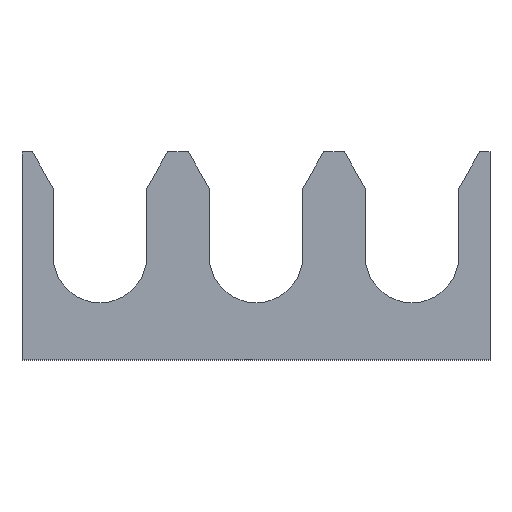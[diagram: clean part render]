
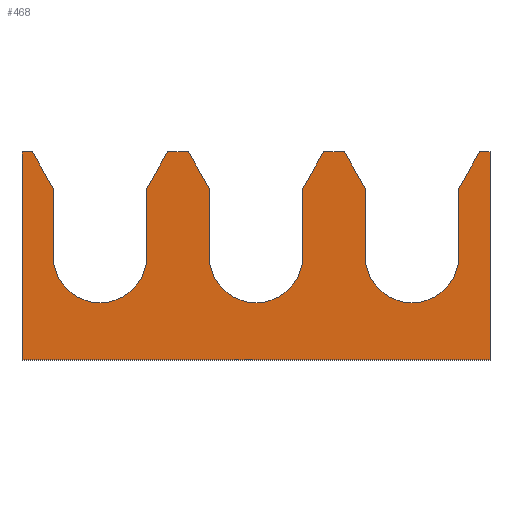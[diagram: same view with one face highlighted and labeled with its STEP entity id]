
A CAD part, top view. The second image highlights one B-rep face of the part: STEP entity #468.
In plain terms, the highlighted planar face has unit normal (0, 0, 1).
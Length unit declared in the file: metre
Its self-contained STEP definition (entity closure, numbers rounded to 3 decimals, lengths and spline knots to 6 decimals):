
#25=PLANE('',#511);
#37=LINE('',#656,#97);
#38=LINE('',#658,#98);
#44=LINE('',#671,#104);
#47=LINE('',#677,#107);
#50=LINE('',#683,#110);
#53=LINE('',#689,#113);
#54=LINE('',#691,#114);
#61=LINE('',#710,#121);
#64=LINE('',#717,#124);
#66=LINE('',#721,#126);
#73=LINE('',#740,#133);
#76=LINE('',#747,#136);
#78=LINE('',#751,#138);
#81=LINE('',#757,#141);
#82=LINE('',#758,#142);
#83=LINE('',#759,#143);
#84=LINE('',#760,#144);
#85=LINE('',#761,#145);
#86=LINE('',#762,#146);
#97=VECTOR('',#533,1.);
#98=VECTOR('',#536,1.);
#104=VECTOR('',#544,1.);
#107=VECTOR('',#549,1.);
#110=VECTOR('',#554,1.);
#113=VECTOR('',#559,1.);
#114=VECTOR('',#562,1.);
#121=VECTOR('',#577,1.);
#124=VECTOR('',#582,1.);
#126=VECTOR('',#586,1.);
#133=VECTOR('',#601,1.);
#136=VECTOR('',#606,1.);
#138=VECTOR('',#610,1.);
#141=VECTOR('',#615,1.);
#142=VECTOR('',#616,1.);
#143=VECTOR('',#617,1.);
#144=VECTOR('',#618,1.);
#145=VECTOR('',#619,1.);
#146=VECTOR('',#620,1.);
#217=ORIENTED_EDGE('',*,*,#307,.T.);
#218=ORIENTED_EDGE('',*,*,#339,.T.);
#219=ORIENTED_EDGE('',*,*,#308,.F.);
#220=ORIENTED_EDGE('',*,*,#314,.T.);
#221=ORIENTED_EDGE('',*,*,#317,.T.);
#222=ORIENTED_EDGE('',*,*,#340,.T.);
#223=ORIENTED_EDGE('',*,*,#320,.T.);
#224=ORIENTED_EDGE('',*,*,#341,.T.);
#225=ORIENTED_EDGE('',*,*,#322,.F.);
#226=ORIENTED_EDGE('',*,*,#328,.F.);
#227=ORIENTED_EDGE('',*,*,#331,.T.);
#228=ORIENTED_EDGE('',*,*,#342,.T.);
#229=ORIENTED_EDGE('',*,*,#334,.T.);
#230=ORIENTED_EDGE('',*,*,#343,.T.);
#231=ORIENTED_EDGE('',*,*,#336,.F.);
#232=ORIENTED_EDGE('',*,*,#287,.F.);
#233=ORIENTED_EDGE('',*,*,#291,.T.);
#234=ORIENTED_EDGE('',*,*,#344,.T.);
#235=ORIENTED_EDGE('',*,*,#292,.T.);
#236=ORIENTED_EDGE('',*,*,#298,.F.);
#237=ORIENTED_EDGE('',*,*,#301,.F.);
#238=ORIENTED_EDGE('',*,*,#304,.T.);
#287=EDGE_CURVE('',#353,#354,#396,.T.);
#291=EDGE_CURVE('',#353,#356,#37,.T.);
#292=EDGE_CURVE('',#357,#358,#38,.T.);
#298=EDGE_CURVE('',#362,#358,#44,.T.);
#301=EDGE_CURVE('',#364,#362,#47,.T.);
#304=EDGE_CURVE('',#364,#366,#50,.T.);
#307=EDGE_CURVE('',#366,#368,#53,.T.);
#308=EDGE_CURVE('',#369,#370,#54,.T.);
#314=EDGE_CURVE('',#369,#374,#398,.T.);
#317=EDGE_CURVE('',#374,#376,#61,.T.);
#320=EDGE_CURVE('',#380,#379,#64,.T.);
#322=EDGE_CURVE('',#381,#382,#66,.T.);
#328=EDGE_CURVE('',#386,#381,#400,.T.);
#331=EDGE_CURVE('',#386,#388,#73,.T.);
#334=EDGE_CURVE('',#392,#391,#76,.T.);
#336=EDGE_CURVE('',#354,#393,#78,.T.);
#339=EDGE_CURVE('',#368,#370,#81,.T.);
#340=EDGE_CURVE('',#376,#380,#82,.F.);
#341=EDGE_CURVE('',#379,#382,#83,.T.);
#342=EDGE_CURVE('',#388,#392,#84,.F.);
#343=EDGE_CURVE('',#391,#393,#85,.T.);
#344=EDGE_CURVE('',#356,#357,#86,.F.);
#353=VERTEX_POINT('',#647);
#354=VERTEX_POINT('',#649);
#356=VERTEX_POINT('',#655);
#357=VERTEX_POINT('',#659);
#358=VERTEX_POINT('',#660);
#362=VERTEX_POINT('',#670);
#364=VERTEX_POINT('',#676);
#366=VERTEX_POINT('',#682);
#368=VERTEX_POINT('',#688);
#369=VERTEX_POINT('',#692);
#370=VERTEX_POINT('',#693);
#374=VERTEX_POINT('',#703);
#376=VERTEX_POINT('',#709);
#379=VERTEX_POINT('',#716);
#380=VERTEX_POINT('',#718);
#381=VERTEX_POINT('',#722);
#382=VERTEX_POINT('',#723);
#386=VERTEX_POINT('',#733);
#388=VERTEX_POINT('',#739);
#391=VERTEX_POINT('',#746);
#392=VERTEX_POINT('',#748);
#393=VERTEX_POINT('',#752);
#396=CIRCLE('',#491,0.0045);
#398=CIRCLE('',#501,0.0045);
#400=CIRCLE('',#507,0.0045);
#417=EDGE_LOOP('',(#217,#218,#219,#220,#221,#222,#223,#224,#225,#226,#227,
#228,#229,#230,#231,#232,#233,#234,#235,#236,#237,#238));
#441=FACE_BOUND('',#417,.T.);
#468=ADVANCED_FACE('',(#441),#25,.T.);
#491=AXIS2_PLACEMENT_3D('',#648,#526,#527);
#501=AXIS2_PLACEMENT_3D('',#704,#571,#572);
#507=AXIS2_PLACEMENT_3D('',#734,#595,#596);
#511=AXIS2_PLACEMENT_3D('',#756,#613,#614);
#526=DIRECTION('',(0.,0.,1.));
#527=DIRECTION('',(1.,0.,0.));
#533=DIRECTION('',(0.,1.,0.));
#536=DIRECTION('',(-1.,0.,0.));
#544=DIRECTION('',(0.,1.,0.));
#549=DIRECTION('',(-1.,0.,0.));
#554=DIRECTION('',(0.,1.,0.));
#559=DIRECTION('',(-1.,0.,0.));
#562=DIRECTION('',(0.,1.,0.));
#571=DIRECTION('',(0.,0.,-1.));
#572=DIRECTION('',(1.,0.,0.));
#577=DIRECTION('',(0.,1.,0.));
#582=DIRECTION('',(-1.,0.,0.));
#586=DIRECTION('',(0.,1.,0.));
#595=DIRECTION('',(0.,0.,1.));
#596=DIRECTION('',(1.,0.,0.));
#601=DIRECTION('',(0.,1.,0.));
#606=DIRECTION('',(-1.,0.,0.));
#610=DIRECTION('',(0.,1.,0.));
#613=DIRECTION('',(0.,0.,1.));
#614=DIRECTION('',(1.,0.,0.));
#615=DIRECTION('',(-0.5,-0.866,0.));
#616=DIRECTION('',(0.5,-0.866,0.));
#617=DIRECTION('',(-0.5,-0.866,0.));
#618=DIRECTION('',(0.5,-0.866,0.));
#619=DIRECTION('',(-0.5,-0.866,0.));
#620=DIRECTION('',(0.5,-0.866,0.));
#647=CARTESIAN_POINT('',(-0.0195,0.,0.001));
#648=CARTESIAN_POINT('',(-0.015,0.,0.001));
#649=CARTESIAN_POINT('',(-0.0105,0.,0.001));
#655=CARTESIAN_POINT('',(-0.0195,0.006536,0.001));
#656=CARTESIAN_POINT('',(-0.0195,0.005,0.001));
#658=CARTESIAN_POINT('',(-0.021,0.01,0.001));
#659=CARTESIAN_POINT('',(-0.0215,0.01,0.001));
#660=CARTESIAN_POINT('',(-0.0225,0.01,0.001));
#670=CARTESIAN_POINT('',(-0.0225,-0.01,0.001));
#671=CARTESIAN_POINT('',(-0.0225,0.,0.001));
#676=CARTESIAN_POINT('',(0.0225,-0.01,0.001));
#677=CARTESIAN_POINT('',(0.,-0.01,0.001));
#682=CARTESIAN_POINT('',(0.0225,0.01,0.001));
#683=CARTESIAN_POINT('',(0.0225,0.,0.001));
#688=CARTESIAN_POINT('',(0.0215,0.01,0.001));
#689=CARTESIAN_POINT('',(0.021,0.01,0.001));
#691=CARTESIAN_POINT('',(0.0195,0.005,0.001));
#692=CARTESIAN_POINT('',(0.0195,0.,0.001));
#693=CARTESIAN_POINT('',(0.0195,0.006536,0.001));
#703=CARTESIAN_POINT('',(0.0105,0.,0.001));
#704=CARTESIAN_POINT('',(0.015,0.,0.001));
#709=CARTESIAN_POINT('',(0.0105,0.006536,0.001));
#710=CARTESIAN_POINT('',(0.0105,0.005,0.001));
#716=CARTESIAN_POINT('',(0.0065,0.01,0.001));
#717=CARTESIAN_POINT('',(0.0075,0.01,0.001));
#718=CARTESIAN_POINT('',(0.0085,0.01,0.001));
#721=CARTESIAN_POINT('',(0.0045,0.005,0.001));
#722=CARTESIAN_POINT('',(0.0045,0.,0.001));
#723=CARTESIAN_POINT('',(0.0045,0.006536,0.001));
#733=CARTESIAN_POINT('',(-0.0045,0.,0.001));
#734=CARTESIAN_POINT('',(0.,0.,0.001));
#739=CARTESIAN_POINT('',(-0.0045,0.006536,0.001));
#740=CARTESIAN_POINT('',(-0.0045,0.005,0.001));
#746=CARTESIAN_POINT('',(-0.0085,0.01,0.001));
#747=CARTESIAN_POINT('',(-0.0075,0.01,0.001));
#748=CARTESIAN_POINT('',(-0.0065,0.01,0.001));
#751=CARTESIAN_POINT('',(-0.0105,0.005,0.001));
#752=CARTESIAN_POINT('',(-0.0105,0.006536,0.001));
#756=CARTESIAN_POINT('',(0.,0.,0.001));
#757=CARTESIAN_POINT('',(0.011795,-0.00681,0.001));
#758=CARTESIAN_POINT('',(0.010705,0.006181,0.001));
#759=CARTESIAN_POINT('',(0.000545,-0.000315,0.001));
#760=CARTESIAN_POINT('',(-0.000545,-0.000315,0.001));
#761=CARTESIAN_POINT('',(-0.010705,0.006181,0.001));
#762=CARTESIAN_POINT('',(-0.011795,-0.00681,0.001));
